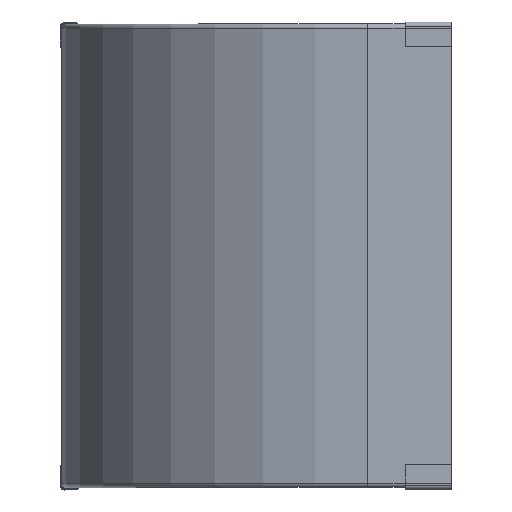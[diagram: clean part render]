
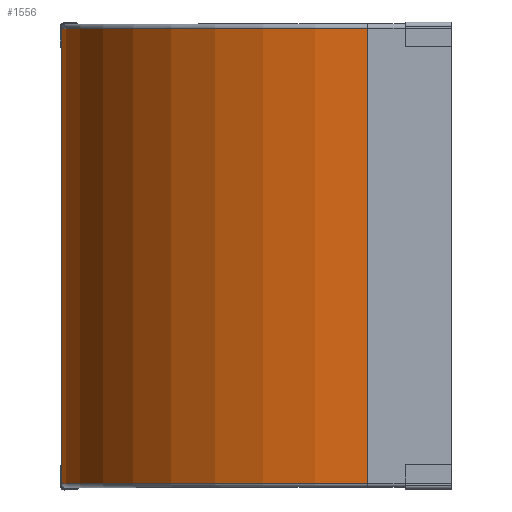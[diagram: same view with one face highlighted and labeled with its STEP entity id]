
A CAD part, top view. The second image highlights one B-rep face of the part: STEP entity #1556.
In plain terms, the highlighted cylindrical face has radius 200.75 mm (diameter 401.5 mm), a partial arc.
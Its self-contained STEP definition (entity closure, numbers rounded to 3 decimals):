
#62=CYLINDRICAL_SURFACE('',#1721,200.75);
#151=FACE_OUTER_BOUND('',#240,.T.);
#240=EDGE_LOOP('',(#1414,#1415,#1416,#1417));
#293=CIRCLE('',#1679,200.75);
#304=CIRCLE('',#1703,200.75);
#440=LINE('',#2581,#591);
#461=LINE('',#2644,#612);
#591=VECTOR('',#2115,1.);
#612=VECTOR('',#2190,1.);
#717=VERTEX_POINT('',#2509);
#726=VERTEX_POINT('',#2538);
#739=VERTEX_POINT('',#2580);
#744=VERTEX_POINT('',#2600);
#922=EDGE_CURVE('',#717,#726,#293,.T.);
#943=EDGE_CURVE('',#739,#726,#440,.T.);
#955=EDGE_CURVE('',#744,#739,#304,.T.);
#975=EDGE_CURVE('',#744,#717,#461,.T.);
#1414=ORIENTED_EDGE('',*,*,#975,.F.);
#1415=ORIENTED_EDGE('',*,*,#955,.T.);
#1416=ORIENTED_EDGE('',*,*,#943,.T.);
#1417=ORIENTED_EDGE('',*,*,#922,.F.);
#1556=ADVANCED_FACE('',(#151),#62,.T.);
#1679=AXIS2_PLACEMENT_3D('',#2539,#2071,#2072);
#1703=AXIS2_PLACEMENT_3D('',#2604,#2141,#2142);
#1721=AXIS2_PLACEMENT_3D('',#2645,#2191,#2192);
#2071=DIRECTION('center_axis',(0.,1.,0.));
#2072=DIRECTION('ref_axis',(-1.,0.,0.));
#2115=DIRECTION('',(0.,1.,0.));
#2141=DIRECTION('center_axis',(0.,1.,0.));
#2142=DIRECTION('ref_axis',(-1.,0.,0.));
#2190=DIRECTION('',(0.,1.,0.));
#2191=DIRECTION('center_axis',(0.,1.,0.));
#2192=DIRECTION('ref_axis',(-1.,0.,0.));
#2509=CARTESIAN_POINT('',(11.196,300.681,55.));
#2538=CARTESIAN_POINT('',(211.946,300.681,255.75));
#2539=CARTESIAN_POINT('Origin',(211.946,300.681,55.));
#2580=CARTESIAN_POINT('',(211.946,2.284,255.75));
#2581=CARTESIAN_POINT('',(211.946,150.681,255.75));
#2600=CARTESIAN_POINT('',(11.196,2.284,55.));
#2604=CARTESIAN_POINT('Origin',(211.946,2.284,55.));
#2644=CARTESIAN_POINT('',(11.196,200.681,55.));
#2645=CARTESIAN_POINT('Origin',(211.946,26.883,55.));
